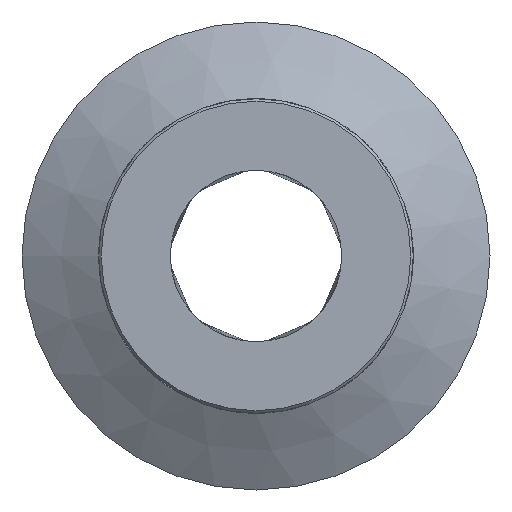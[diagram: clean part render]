
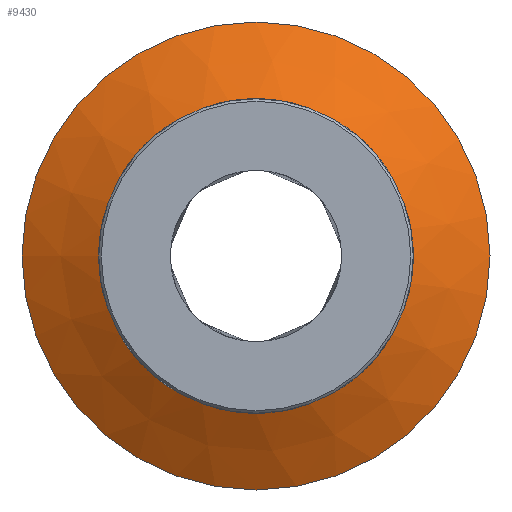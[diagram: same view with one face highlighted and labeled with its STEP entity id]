
A CAD part, left-side view. The second image highlights one B-rep face of the part: STEP entity #9430.
In plain terms, the highlighted conical face has half-angle 60 degrees and reference radius 19.907 mm.
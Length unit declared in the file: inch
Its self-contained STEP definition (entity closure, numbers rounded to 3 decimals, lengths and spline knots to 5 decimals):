
#8071=CARTESIAN_POINT('',(1.4,0.63,0.0));
#8072=VERTEX_POINT('',#8071);
#8073=CARTESIAN_POINT('',(1.4,0.0,0.0));
#8074=DIRECTION('',(1.0,0.0,0.0));
#8075=DIRECTION('',(0.0,1.0,0.0));
#8076=AXIS2_PLACEMENT_3D('',#8073,#8074,#8075);
#8077=CIRCLE('',#8076,0.63);
#8078=EDGE_CURVE('',#8072,#8072,#8077,.T.);
#9411=CARTESIAN_POINT('',(1.48877,0.0,0.0));
#9412=DIRECTION('',(1.0,0.0,0.0));
#9413=DIRECTION('',(0.0,1.0,0.0));
#9414=AXIS2_PLACEMENT_3D('',#9411,#9412,#9413);
#9415=CONICAL_SURFACE('',#9414,0.78375,60.);
#9416=CARTESIAN_POINT('',(1.57754,0.9375,0.0));
#9417=VERTEX_POINT('',#9416);
#9418=CARTESIAN_POINT('',(1.57754,0.0,0.0));
#9419=DIRECTION('',(1.0,0.0,0.0));
#9420=DIRECTION('',(0.0,1.0,0.0));
#9421=AXIS2_PLACEMENT_3D('',#9418,#9419,#9420);
#9422=CIRCLE('',#9421,0.9375);
#9423=EDGE_CURVE('',#9417,#9417,#9422,.T.);
#9424=ORIENTED_EDGE('',*,*,#9423,.F.);
#9425=EDGE_LOOP('',(#9424));
#9426=FACE_OUTER_BOUND('',#9425,.T.);
#9427=ORIENTED_EDGE('',*,*,#8078,.T.);
#9428=EDGE_LOOP('',(#9427));
#9429=FACE_BOUND('',#9428,.T.);
#9430=ADVANCED_FACE('',(#9426,#9429),#9415,.T.);
